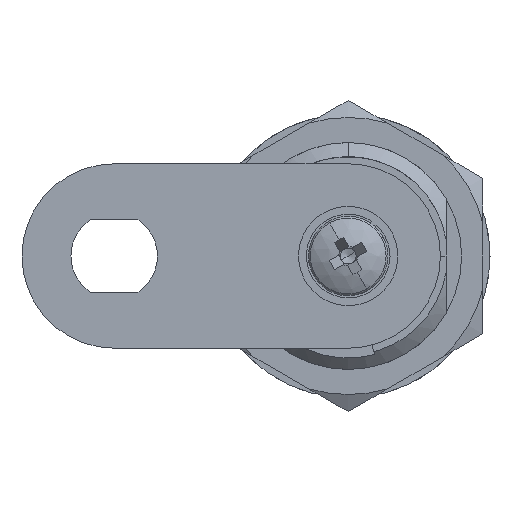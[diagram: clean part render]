
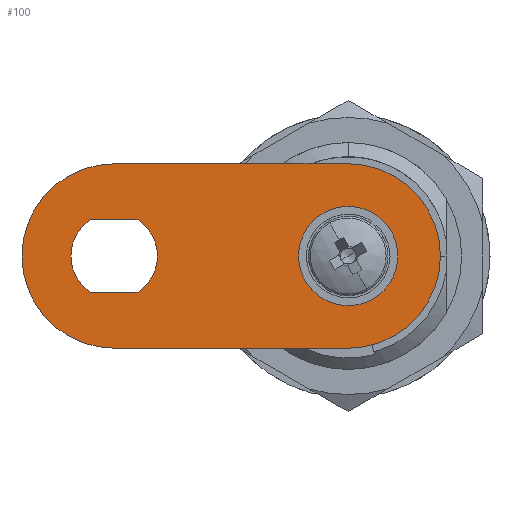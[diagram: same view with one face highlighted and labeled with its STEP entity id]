
A CAD part, front view. The second image highlights one B-rep face of the part: STEP entity #100.
In plain terms, the highlighted face is planar.
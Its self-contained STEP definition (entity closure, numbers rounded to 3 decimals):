
#100 = ADVANCED_FACE ( 'NONE', ( #6029, #6019, #6003 ), #5470, .T. ) ;
#392 = ORIENTED_EDGE ( 'NONE', *, *, #2660, .F. ) ;
#398 = ORIENTED_EDGE ( 'NONE', *, *, #2637, .F. ) ;
#412 = EDGE_LOOP ( 'NONE', ( #946, #1194, #836, #392, #398 ) ) ;
#450 = VERTEX_POINT ( 'NONE', #5187 ) ;
#490 = VERTEX_POINT ( 'NONE', #4821 ) ;
#493 = ORIENTED_EDGE ( 'NONE', *, *, #2624, .T. ) ;
#511 = ORIENTED_EDGE ( 'NONE', *, *, #2600, .F. ) ;
#544 = ORIENTED_EDGE ( 'NONE', *, *, #2623, .F. ) ;
#597 = ORIENTED_EDGE ( 'NONE', *, *, #2644, .F. ) ;
#625 = VERTEX_POINT ( 'NONE', #5061 ) ;
#642 = VERTEX_POINT ( 'NONE', #5071 ) ;
#648 = VERTEX_POINT ( 'NONE', #5112 ) ;
#656 = EDGE_LOOP ( 'NONE', ( #1089, #544, #511, #597 ) ) ;
#711 = VERTEX_POINT ( 'NONE', #5085 ) ;
#827 = VERTEX_POINT ( 'NONE', #4827 ) ;
#836 = ORIENTED_EDGE ( 'NONE', *, *, #2676, .F. ) ;
#946 = ORIENTED_EDGE ( 'NONE', *, *, #2629, .F. ) ;
#952 = VERTEX_POINT ( 'NONE', #4942 ) ;
#986 = VERTEX_POINT ( 'NONE', #5034 ) ;
#1007 = VERTEX_POINT ( 'NONE', #4648 ) ;
#1089 = ORIENTED_EDGE ( 'NONE', *, *, #2689, .F. ) ;
#1108 = ORIENTED_EDGE ( 'NONE', *, *, #2646, .T. ) ;
#1113 = ORIENTED_EDGE ( 'NONE', *, *, #2712, .T. ) ;
#1124 = VERTEX_POINT ( 'NONE', #4721 ) ;
#1169 = VERTEX_POINT ( 'NONE', #2205 ) ;
#1194 = ORIENTED_EDGE ( 'NONE', *, *, #2589, .F. ) ;
#1202 = ORIENTED_EDGE ( 'NONE', *, *, #2640, .T. ) ;
#1254 = EDGE_LOOP ( 'NONE', ( #1113, #1202, #1400, #493, #1108 ) ) ;
#1334 = VERTEX_POINT ( 'NONE', #2023 ) ;
#1345 = VERTEX_POINT ( 'NONE', #1957 ) ;
#1400 = ORIENTED_EDGE ( 'NONE', *, *, #2608, .T. ) ;
#1662 = DIRECTION ( 'NONE',  ( 0., 0., 1. ) ) ;
#1676 = CARTESIAN_POINT ( 'NONE',  ( 0., 0., 2. ) ) ;
#1682 = DIRECTION ( 'NONE',  ( 1., 0., 0. ) ) ;
#1687 = CARTESIAN_POINT ( 'NONE',  ( 0., 0., 2. ) ) ;
#1713 = DIRECTION ( 'NONE',  ( -1., 0., 0. ) ) ;
#1725 = CARTESIAN_POINT ( 'NONE',  ( 13.95, 1.673, 2. ) ) ;
#1746 = DIRECTION ( 'NONE',  ( 0., 0., 1. ) ) ;
#1773 = CARTESIAN_POINT ( 'NONE',  ( 16.5, 0., 2. ) ) ;
#1786 = DIRECTION ( 'NONE',  ( 1., 0., 0. ) ) ;
#1807 = DIRECTION ( 'NONE',  ( 0., 0., 1. ) ) ;
#1816 = DIRECTION ( 'NONE',  ( -1., 0., 0. ) ) ;
#1817 = CARTESIAN_POINT ( 'NONE',  ( 1.673, 2.55, 2. ) ) ;
#1851 = DIRECTION ( 'NONE',  ( 0., -1., 0. ) ) ;
#1898 = DIRECTION ( 'NONE',  ( 0., 0., 1. ) ) ;
#1900 = DIRECTION ( 'NONE',  ( 1., 0., 0. ) ) ;
#1954 = CARTESIAN_POINT ( 'NONE',  ( 0., 0., 2. ) ) ;
#1957 = CARTESIAN_POINT ( 'NONE',  ( 1.673, 2.55, 2. ) ) ;
#1962 = DIRECTION ( 'NONE',  ( 1., 0., 0. ) ) ;
#2023 = CARTESIAN_POINT ( 'NONE',  ( 13.95, -1.673, 2. ) ) ;
#2045 = CARTESIAN_POINT ( 'NONE',  ( 0., 0., 2. ) ) ;
#2060 = DIRECTION ( 'NONE',  ( 0., 0., 1. ) ) ;
#2089 = DIRECTION ( 'NONE',  ( 1., 0., 0. ) ) ;
#2100 = DIRECTION ( 'NONE',  ( 1., 0., 0. ) ) ;
#2121 = DIRECTION ( 'NONE',  ( 1., 0., 0. ) ) ;
#2126 = CARTESIAN_POINT ( 'NONE',  ( 16.5, 0., 2. ) ) ;
#2155 = CARTESIAN_POINT ( 'NONE',  ( 0., -6.5, 2. ) ) ;
#2163 = DIRECTION ( 'NONE',  ( 1., 0., 0. ) ) ;
#2175 = CARTESIAN_POINT ( 'NONE',  ( 0., 6.5, 2. ) ) ;
#2181 = CARTESIAN_POINT ( 'NONE',  ( 19.05, 1.673, 2. ) ) ;
#2183 = DIRECTION ( 'NONE',  ( 1., 0., 0. ) ) ;
#2205 = CARTESIAN_POINT ( 'NONE',  ( 13.95, 1.673, 2. ) ) ;
#2255 = CARTESIAN_POINT ( 'NONE',  ( 0., 0., 2. ) ) ;
#2281 = CARTESIAN_POINT ( 'NONE',  ( 1.673, -2.55, 2. ) ) ;
#2292 = CARTESIAN_POINT ( 'NONE',  ( 16.5, 0., 2. ) ) ;
#2294 = DIRECTION ( 'NONE',  ( 0., 1., 0. ) ) ;
#2299 = DIRECTION ( 'NONE',  ( 1., 0., 0. ) ) ;
#2320 = DIRECTION ( 'NONE',  ( 0., 0., 1. ) ) ;
#2335 = DIRECTION ( 'NONE',  ( 0., 0., 1. ) ) ;
#2350 = DIRECTION ( 'NONE',  ( 0., 0., 1. ) ) ;
#2361 = AXIS2_PLACEMENT_3D ( 'NONE', #2045, #2335, #2163 ) ;
#2372 = AXIS2_PLACEMENT_3D ( 'NONE', #2292, #1898, #1900 ) ;
#2380 = CIRCLE ( 'NONE', #2372, 3.05 ) ;
#2382 = VECTOR ( 'NONE', #1713, 1000. ) ;
#2387 = AXIS2_PLACEMENT_3D ( 'NONE', #1954, #2320, #2089 ) ;
#2413 = CIRCLE ( 'NONE', #2427, 3.05 ) ;
#2427 = AXIS2_PLACEMENT_3D ( 'NONE', #2255, #1746, #2183 ) ;
#2433 = VECTOR ( 'NONE', #1851, 1000. ) ;
#2589 = EDGE_CURVE ( 'NONE', #952, #642, #2413, .T. ) ;
#2600 = EDGE_CURVE ( 'NONE', #1169, #1334, #6035, .T. ) ;
#2608 = EDGE_CURVE ( 'NONE', #827, #625, #6051, .T. ) ;
#2623 = EDGE_CURVE ( 'NONE', #1334, #490, #3479, .T. ) ;
#2624 = EDGE_CURVE ( 'NONE', #625, #1007, #3490, .T. ) ;
#2629 = EDGE_CURVE ( 'NONE', #642, #450, #6189, .T. ) ;
#2637 = EDGE_CURVE ( 'NONE', #450, #1345, #3487, .T. ) ;
#2640 = EDGE_CURVE ( 'NONE', #648, #827, #3482, .T. ) ;
#2644 = EDGE_CURVE ( 'NONE', #1124, #1169, #2380, .T. ) ;
#2646 = EDGE_CURVE ( 'NONE', #1007, #711, #6314, .T. ) ;
#2660 = EDGE_CURVE ( 'NONE', #1345, #986, #6060, .T. ) ;
#2676 = EDGE_CURVE ( 'NONE', #986, #952, #4141, .T. ) ;
#2689 = EDGE_CURVE ( 'NONE', #490, #1124, #6045, .T. ) ;
#2712 = EDGE_CURVE ( 'NONE', #711, #648, #4281, .T. ) ;
#3460 = AXIS2_PLACEMENT_3D ( 'NONE', #2126, #1807, #1786 ) ;
#3468 = VECTOR ( 'NONE', #2100, 1000. ) ;
#3479 = CIRCLE ( 'NONE', #3499, 3.05 ) ;
#3482 = CIRCLE ( 'NONE', #2387, 6.5 ) ;
#3486 = VECTOR ( 'NONE', #2121, 1000. ) ;
#3487 = CIRCLE ( 'NONE', #2361, 3.05 ) ;
#3490 = CIRCLE ( 'NONE', #3460, 6.5 ) ;
#3499 = AXIS2_PLACEMENT_3D ( 'NONE', #1773, #2060, #2299 ) ;
#4029 = VECTOR ( 'NONE', #1816, 1000. ) ;
#4062 = AXIS2_PLACEMENT_3D ( 'NONE', #1676, #1662, #1682 ) ;
#4141 = CIRCLE ( 'NONE', #4169, 3.05 ) ;
#4169 = AXIS2_PLACEMENT_3D ( 'NONE', #1687, #2350, #1962 ) ;
#4281 = CIRCLE ( 'NONE', #4062, 6.5 ) ;
#4399 = VECTOR ( 'NONE', #2294, 1000. ) ;
#4648 = CARTESIAN_POINT ( 'NONE',  ( 16.5, 6.5, 2. ) ) ;
#4721 = CARTESIAN_POINT ( 'NONE',  ( 19.05, 1.673, 2. ) ) ;
#4821 = CARTESIAN_POINT ( 'NONE',  ( 19.05, -1.673, 2. ) ) ;
#4827 = CARTESIAN_POINT ( 'NONE',  ( 0., -6.5, 2. ) ) ;
#4942 = CARTESIAN_POINT ( 'NONE',  ( -3.05, 0., 2. ) ) ;
#5034 = CARTESIAN_POINT ( 'NONE',  ( -1.673, 2.55, 2. ) ) ;
#5061 = CARTESIAN_POINT ( 'NONE',  ( 16.5, -6.5, 2. ) ) ;
#5071 = CARTESIAN_POINT ( 'NONE',  ( -1.673, -2.55, 2. ) ) ;
#5085 = CARTESIAN_POINT ( 'NONE',  ( 0., 6.5, 2. ) ) ;
#5088 = CARTESIAN_POINT ( 'NONE',  ( 0., 0., 2. ) ) ;
#5112 = CARTESIAN_POINT ( 'NONE',  ( -6.5, 0., 2. ) ) ;
#5131 = DIRECTION ( 'NONE',  ( 1., 0., 0. ) ) ;
#5169 = DIRECTION ( 'NONE',  ( 0., 0., 1. ) ) ;
#5187 = CARTESIAN_POINT ( 'NONE',  ( 1.673, -2.55, 2. ) ) ;
#5470 = PLANE ( 'NONE',  #7393 ) ;
#6003 = FACE_BOUND ( 'NONE', #656, .T. ) ;
#6019 = FACE_OUTER_BOUND ( 'NONE', #1254, .T. ) ;
#6029 = FACE_BOUND ( 'NONE', #412, .T. ) ;
#6035 = LINE ( 'NONE', #1725, #2433 ) ;
#6045 = LINE ( 'NONE', #2181, #4399 ) ;
#6051 = LINE ( 'NONE', #2155, #3468 ) ;
#6060 = LINE ( 'NONE', #1817, #4029 ) ;
#6189 = LINE ( 'NONE', #2281, #3486 ) ;
#6314 = LINE ( 'NONE', #2175, #2382 ) ;
#7393 = AXIS2_PLACEMENT_3D ( 'NONE', #5088, #5169, #5131 ) ;
